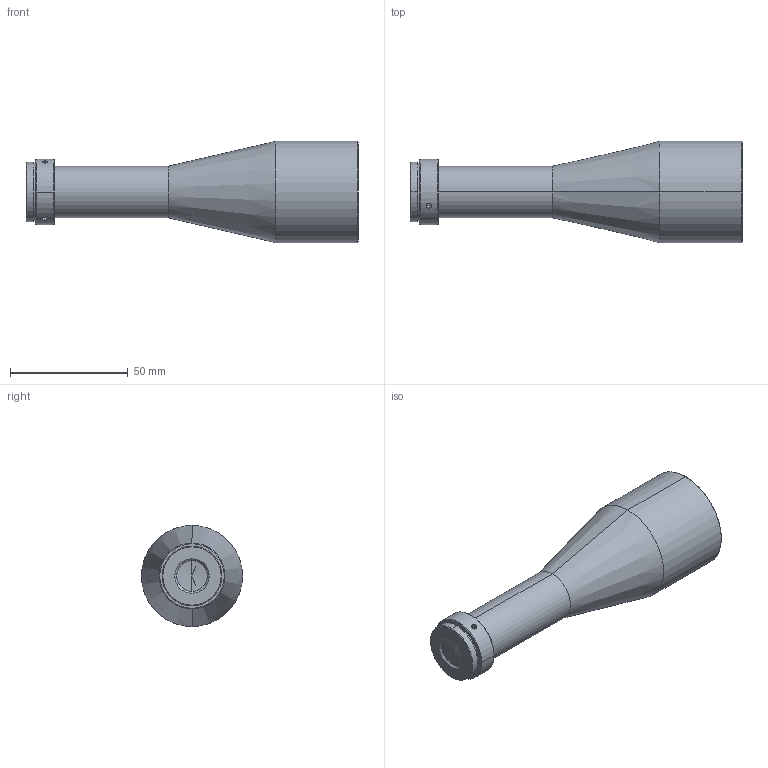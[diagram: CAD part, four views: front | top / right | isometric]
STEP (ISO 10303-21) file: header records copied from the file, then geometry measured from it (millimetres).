
FILE_DESCRIPTION (( 'STEP AP203' ), '1' );
FILE_NAME ('WWH03-110AT.STEP', '2019-12-03T02:53:09', ( 'Windows 蚚誧' ), ( '' ), 'SwSTEP 2.0', 'SolidWorks 2017', '' );
FILE_SCHEMA (( 'CONFIG_CONTROL_DESIGN' ));
Length unit declared in the file: millimetre
Products named in the file (1): WWH03-110AT
Bounding box: 141.1 x 43 x 43 mm (x, y, z)
Volume: 112838.5 mm3; surface area: 16492.7 mm2
Topology: 1 solids, 1 shells, 45 faces, 98 edges, 61 vertices
Faces by surface type: cylinder 23, cone 16, plane 6
Entity records: 1483 total; most frequent: CARTESIAN_POINT 407, DIRECTION 224, ORIENTED_EDGE 192, EDGE_CURVE 96, AXIS2_PLACEMENT_3D 94, VERTEX_POINT 61, EDGE_LOOP 53, CIRCLE 48
